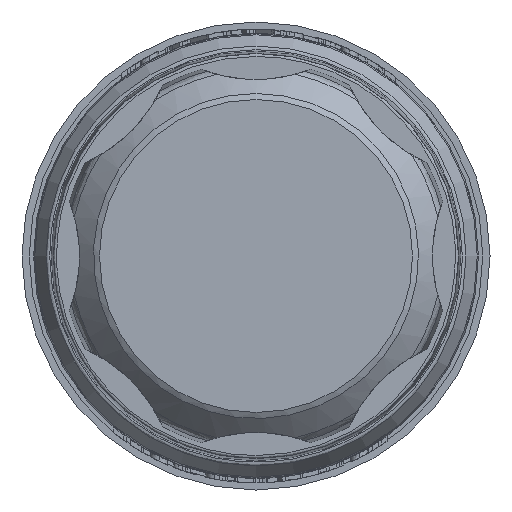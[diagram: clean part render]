
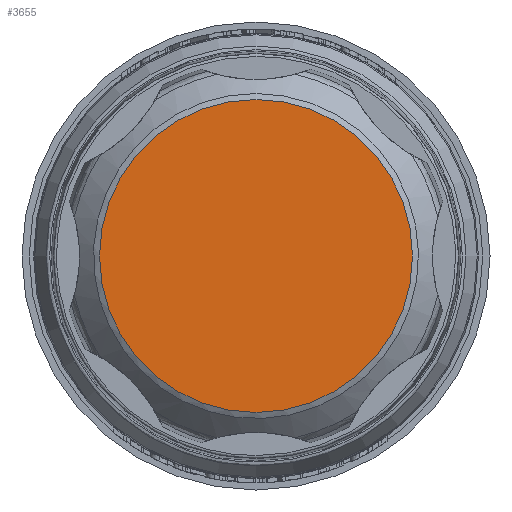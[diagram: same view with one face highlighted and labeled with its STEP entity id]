
A CAD part, left-side view. The second image highlights one B-rep face of the part: STEP entity #3655.
In plain terms, the highlighted planar face has unit normal (-1, 0, 0).
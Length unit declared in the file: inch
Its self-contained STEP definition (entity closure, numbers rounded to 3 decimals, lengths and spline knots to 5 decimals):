
#1518 = DIRECTION ( 'NONE',  ( 0., 0., 1. ) ) ;
#3397 = DIRECTION ( 'NONE',  ( -1., 0., 0. ) ) ;
#3655 = ADVANCED_FACE ( 'NONE', ( #6011 ), #11348, .T. ) ;
#3971 = EDGE_CURVE ( 'NONE', #18123, #18123, #7551, .T. ) ;
#5418 = AXIS2_PLACEMENT_3D ( 'NONE', #28391, #3397, #27839 ) ;
#6011 = FACE_OUTER_BOUND ( 'NONE', #17202, .T. ) ;
#7551 = CIRCLE ( 'NONE', #16941, 0.54172 ) ;
#11348 = PLANE ( 'NONE',  #5418 ) ;
#16941 = AXIS2_PLACEMENT_3D ( 'NONE', #17930, #20856, #1518 ) ;
#17202 = EDGE_LOOP ( 'NONE', ( #34255 ) ) ;
#17930 = CARTESIAN_POINT ( 'NONE',  ( -3.48, 0., 0. ) ) ;
#18123 = VERTEX_POINT ( 'NONE', #34401 ) ;
#20856 = DIRECTION ( 'NONE',  ( -1., 0., 0. ) ) ;
#27839 = DIRECTION ( 'NONE',  ( 0., 0., 1. ) ) ;
#28391 = CARTESIAN_POINT ( 'NONE',  ( -3.48, 0., 0. ) ) ;
#34255 = ORIENTED_EDGE ( 'NONE', *, *, #3971, .T. ) ;
#34401 = CARTESIAN_POINT ( 'NONE',  ( -3.48, 0., 0.54172 ) ) ;
